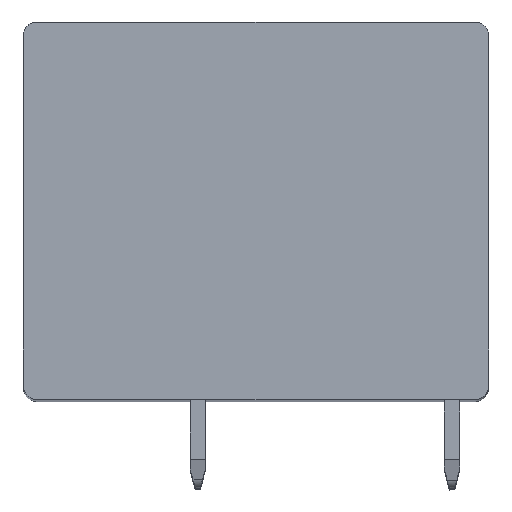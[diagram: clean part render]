
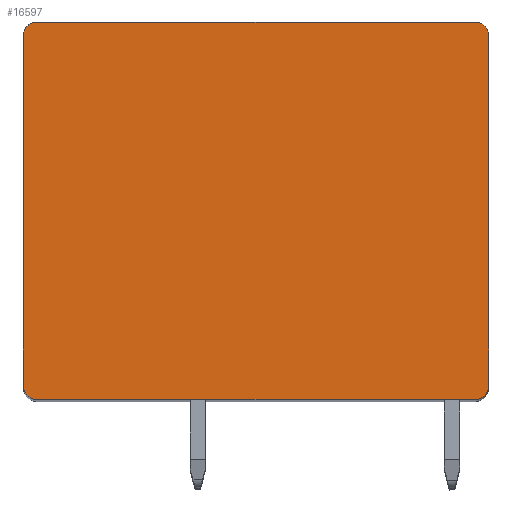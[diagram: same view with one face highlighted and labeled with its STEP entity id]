
A CAD part, top view. The second image highlights one B-rep face of the part: STEP entity #16597.
In plain terms, the highlighted planar face has unit normal (0, 0, 1).
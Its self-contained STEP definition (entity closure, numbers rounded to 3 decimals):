
#6444=CARTESIAN_POINT('',(-11.375,9.1,58.05));
#6445=DIRECTION('',(0.,0.,1.));
#6446=DIRECTION('',(0.,1.,0.));
#6447=AXIS2_PLACEMENT_3D('',#6444,#6445,#6446);
#6449=DIRECTION('',(-1.,0.,0.));
#6450=VECTOR('',#6449,22.75);
#6451=CARTESIAN_POINT('',(11.375,9.8,58.05));
#6452=LINE('',#6451,#6450);
#6453=CARTESIAN_POINT('',(11.375,9.1,58.05));
#6454=DIRECTION('',(0.,0.,1.));
#6455=DIRECTION('',(1.,0.,0.));
#6456=AXIS2_PLACEMENT_3D('',#6453,#6454,#6455);
#6458=DIRECTION('',(0.,1.,0.));
#6459=VECTOR('',#6458,18.2);
#6460=CARTESIAN_POINT('',(12.075,-9.1,58.05));
#6461=LINE('',#6460,#6459);
#6462=CARTESIAN_POINT('',(11.375,-9.1,58.05));
#6463=DIRECTION('',(0.,0.,1.));
#6464=DIRECTION('',(0.,-1.,0.));
#6465=AXIS2_PLACEMENT_3D('',#6462,#6463,#6464);
#6467=DIRECTION('',(1.,0.,0.));
#6468=VECTOR('',#6467,22.75);
#6469=CARTESIAN_POINT('',(-11.375,-9.8,58.05));
#6470=LINE('',#6469,#6468);
#6471=CARTESIAN_POINT('',(-11.375,-9.1,58.05));
#6472=DIRECTION('',(0.,0.,1.));
#6473=DIRECTION('',(-1.,0.,0.));
#6474=AXIS2_PLACEMENT_3D('',#6471,#6472,#6473);
#6476=DIRECTION('',(0.,-1.,0.));
#6477=VECTOR('',#6476,18.2);
#6478=CARTESIAN_POINT('',(-12.075,9.1,58.05));
#6479=LINE('',#6478,#6477);
#6697=CARTESIAN_POINT('',(-11.375,9.8,58.05));
#6698=CARTESIAN_POINT('',(-12.075,9.1,58.05));
#6699=VERTEX_POINT('',#6697);
#6700=VERTEX_POINT('',#6698);
#6705=CARTESIAN_POINT('',(12.075,9.1,58.05));
#6706=VERTEX_POINT('',#6705);
#6707=CARTESIAN_POINT('',(11.375,9.8,58.05));
#6708=VERTEX_POINT('',#6707);
#6713=CARTESIAN_POINT('',(11.375,-9.8,58.05));
#6714=VERTEX_POINT('',#6713);
#6715=CARTESIAN_POINT('',(12.075,-9.1,58.05));
#6716=VERTEX_POINT('',#6715);
#6721=CARTESIAN_POINT('',(-12.075,-9.1,58.05));
#6722=VERTEX_POINT('',#6721);
#6723=CARTESIAN_POINT('',(-11.375,-9.8,58.05));
#6724=VERTEX_POINT('',#6723);
#16582=CARTESIAN_POINT('',(0.,0.,58.05));
#16583=DIRECTION('',(0.,0.,1.));
#16584=DIRECTION('',(1.,0.,0.));
#16585=AXIS2_PLACEMENT_3D('',#16582,#16583,#16584);
#16586=PLANE('',#16585);
#16587=ORIENTED_EDGE('',*,*,#8210,.F.);
#16588=ORIENTED_EDGE('',*,*,#8692,.F.);
#16589=ORIENTED_EDGE('',*,*,#10265,.F.);
#16590=ORIENTED_EDGE('',*,*,#10280,.F.);
#16591=ORIENTED_EDGE('',*,*,#10293,.F.);
#16592=ORIENTED_EDGE('',*,*,#10308,.F.);
#16593=ORIENTED_EDGE('',*,*,#11489,.F.);
#16594=ORIENTED_EDGE('',*,*,#11501,.F.);
#16595=EDGE_LOOP('',(#16587,#16588,#16589,#16590,#16591,#16592,#16593,#16594));
#16596=FACE_OUTER_BOUND('',#16595,.F.);
#6448=CIRCLE('',#6447,0.7);
#6457=CIRCLE('',#6456,0.7);
#6466=CIRCLE('',#6465,0.7);
#6475=CIRCLE('',#6474,0.7);
#8210=EDGE_CURVE('',#6699,#6700,#6448,.T.);
#8692=EDGE_CURVE('',#6708,#6699,#6452,.T.);
#10265=EDGE_CURVE('',#6706,#6708,#6457,.T.);
#10280=EDGE_CURVE('',#6716,#6706,#6461,.T.);
#10293=EDGE_CURVE('',#6714,#6716,#6466,.T.);
#10308=EDGE_CURVE('',#6724,#6714,#6470,.T.);
#11489=EDGE_CURVE('',#6722,#6724,#6475,.T.);
#11501=EDGE_CURVE('',#6700,#6722,#6479,.T.);
#16597=ADVANCED_FACE('',(#16596),#16586,.T.);
